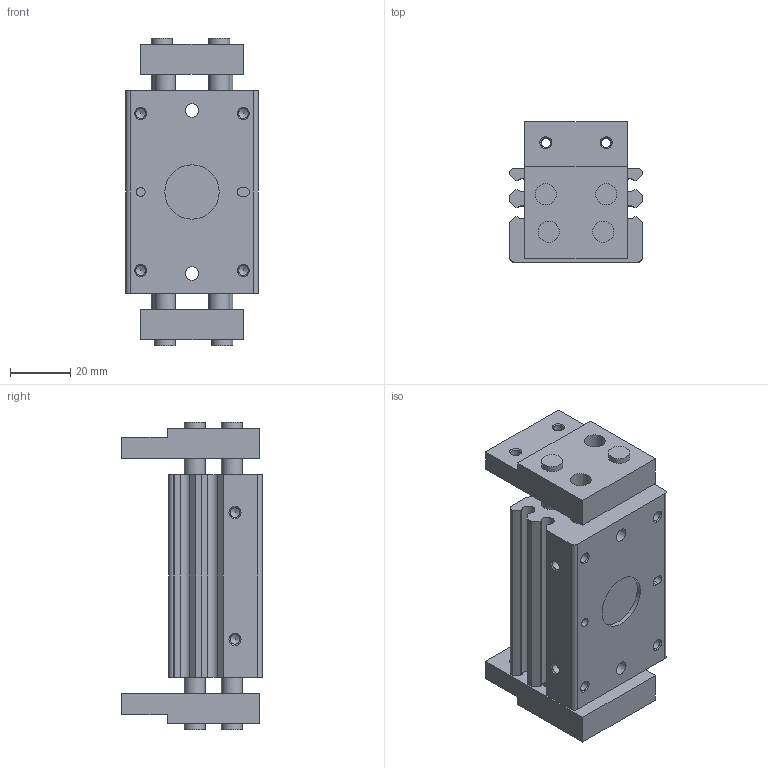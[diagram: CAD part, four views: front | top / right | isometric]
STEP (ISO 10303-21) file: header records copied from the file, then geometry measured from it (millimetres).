
FILE_DESCRIPTION(/* description */ ('','CAx-IF Rec.Pracs.---Representation and Presentation of Product Manufacturing Information (PMI)---3.8---2014-02-18'),/* implementation_level */ '2;1');
FILE_NAME(/* name */ 'GR04.510-1.stp',/* time_stamp */ '2018-11-23T15:47:28+01:00',/* author */ ('JMolter'),/* organization */ (''),/* preprocessor_version */ 'ST-DEVELOPER v16.13',/* originating_system */ 'Autodesk Inventor 2018',/* authorisation */ '');
FILE_SCHEMA (('AP242_MANAGED_MODEL_BASED_3D_ENGINEERING_MIM_LF { 1 0 10303 442 1 1 4 }'));
Length unit declared in the file: millimetre
Products named in the file (1): GR04.510-1
Bounding box: 44 x 46.5 x 102 mm (x, y, z)
Volume: 109665.9 mm3; surface area: 27396.8 mm2
Topology: 1 solids, 1 shells, 131 faces, 330 edges, 216 vertices
Faces by surface type: plane 61, cylinder 46, cone 24
Full cylindrical faces by diameter (mm): 3 x1, 3.242 x10, 4.134 x2, 4.5 x2, 7 x16, 18 x1
Entity records: 3822 total; most frequent: DIRECTION 660, CARTESIAN_POINT 607, ORIENTED_EDGE 508, AXIS2_PLACEMENT_3D 261, EDGE_CURVE 254, EDGE_LOOP 226, VERTEX_POINT 196, LINE 146
